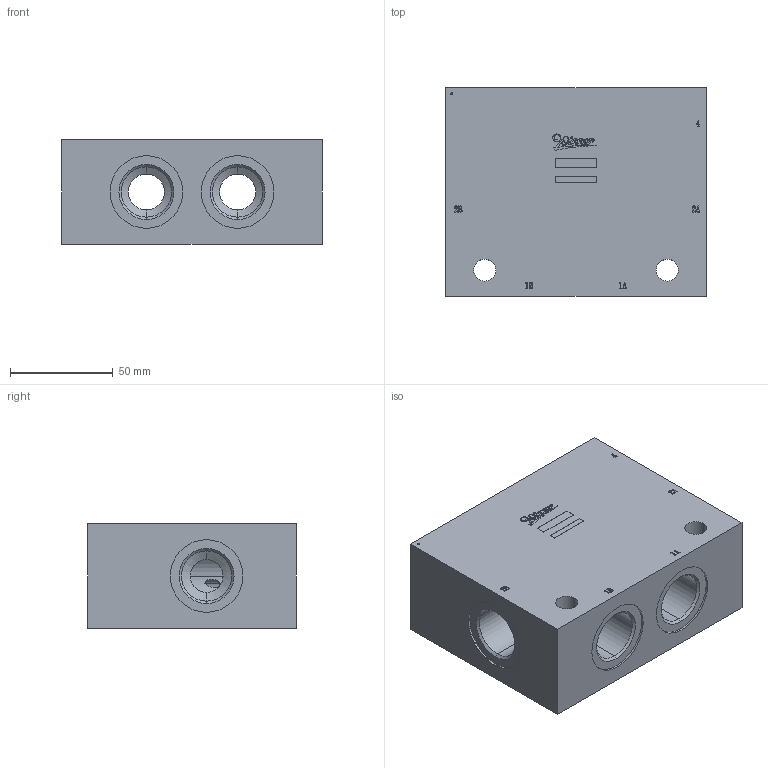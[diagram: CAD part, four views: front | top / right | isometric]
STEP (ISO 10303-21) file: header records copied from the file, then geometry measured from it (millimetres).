
FILE_DESCRIPTION (( 'STEP AP203' ), '1' );
FILE_NAME ('ML-120-CDW-22A4-22A4-G06A-Z02.STEP', '2026-02-26T00:29:08', ( '' ), ( '' ), 'SwSTEP 2.0', 'SolidWorks 2018', '' );
FILE_SCHEMA (( 'CONFIG_CONTROL_DESIGN' ));
Length unit declared in the file: millimetre
Products named in the file (1): ML-120-CDW-22A4-22A4-G06A-Z02
Bounding box: 127 x 101.6 x 50.8 mm (x, y, z)
Volume: 509049.1 mm3; surface area: 71864.9 mm2
Topology: 1 solids, 1 shells, 557 faces, 1508 edges, 979 vertices
Faces by surface type: cylinder 211, plane 186, bspline 106, cone 42, torus 12
Entity records: 21355 total; most frequent: CARTESIAN_POINT 7613, ORIENTED_EDGE 3012, DIRECTION 2616, EDGE_CURVE 1506, VERTEX_POINT 979, AXIS2_PLACEMENT_3D 898, LINE 820, VECTOR 820
